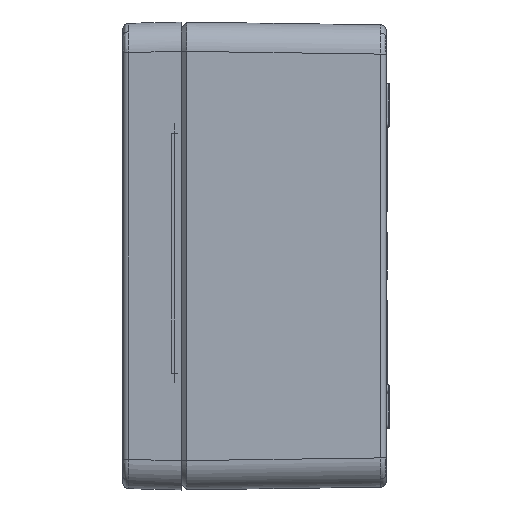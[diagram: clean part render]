
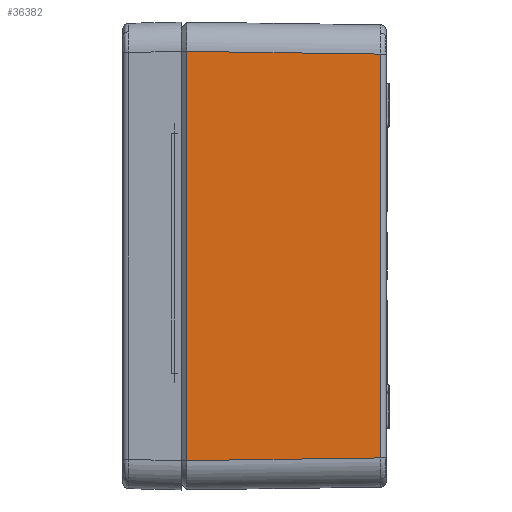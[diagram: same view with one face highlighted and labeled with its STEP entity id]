
A CAD part, left-side view. The second image highlights one B-rep face of the part: STEP entity #36382.
In plain terms, the highlighted planar face has unit normal (-1, -0.014, 0).
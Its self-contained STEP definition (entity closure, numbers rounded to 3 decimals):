
#3377=PLANE('',#39298);
#4465=LINE('',#77876,#6460);
#4470=LINE('',#77935,#6465);
#4478=LINE('',#77966,#6473);
#4479=LINE('',#77967,#6474);
#6460=VECTOR('',#44891,1000.);
#6465=VECTOR('',#44902,1000.);
#6473=VECTOR('',#44918,1000.);
#6474=VECTOR('',#44919,1000.);
#9341=FACE_OUTER_BOUND('',#12104,.T.);
#12104=EDGE_LOOP('',(#27666,#27667,#27668,#27669));
#16516=VERTEX_POINT('',#70573);
#17178=VERTEX_POINT('',#77867);
#17179=VERTEX_POINT('',#77875);
#17186=VERTEX_POINT('',#77934);
#20884=EDGE_CURVE('',#17179,#17178,#4465,.T.);
#20894=EDGE_CURVE('',#16516,#17186,#4470,.T.);
#20904=EDGE_CURVE('',#17178,#16516,#4478,.T.);
#20905=EDGE_CURVE('',#17186,#17179,#4479,.T.);
#27666=ORIENTED_EDGE('',*,*,#20884,.T.);
#27667=ORIENTED_EDGE('',*,*,#20904,.T.);
#27668=ORIENTED_EDGE('',*,*,#20894,.T.);
#27669=ORIENTED_EDGE('',*,*,#20905,.T.);
#36382=ADVANCED_FACE('',(#9341),#3377,.T.);
#39298=AXIS2_PLACEMENT_3D('',#77965,#44916,#44917);
#44891=DIRECTION('',(0.014,-1.,0.014));
#44902=DIRECTION('',(-0.014,1.,0.014));
#44916=DIRECTION('center_axis',(-1.,-0.014,
0.));
#44917=DIRECTION('ref_axis',(0.014,-1.,0.));
#44918=DIRECTION('',(0.,0.,1.));
#44919=DIRECTION('',(0.,0.,-1.));
#70573=CARTESIAN_POINT('',(-179.028,-68.028,69.029));
#77867=CARTESIAN_POINT('',(-179.028,-68.028,-69.029));
#77875=CARTESIAN_POINT('',(-179.947,-1.8,-69.948));
#77876=CARTESIAN_POINT('',(-180.002,2.139,-70.003));
#77934=CARTESIAN_POINT('',(-179.947,-1.8,69.948));
#77935=CARTESIAN_POINT('',(-179.971,-0.081,69.972));
#77965=CARTESIAN_POINT('Origin',(-180.,2.,-80.));
#77966=CARTESIAN_POINT('',(-179.028,-68.028,69.002));
#77967=CARTESIAN_POINT('',(-179.947,-1.8,-69.973));
